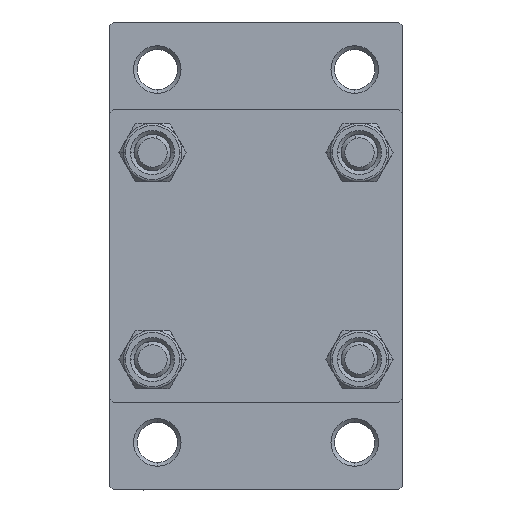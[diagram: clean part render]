
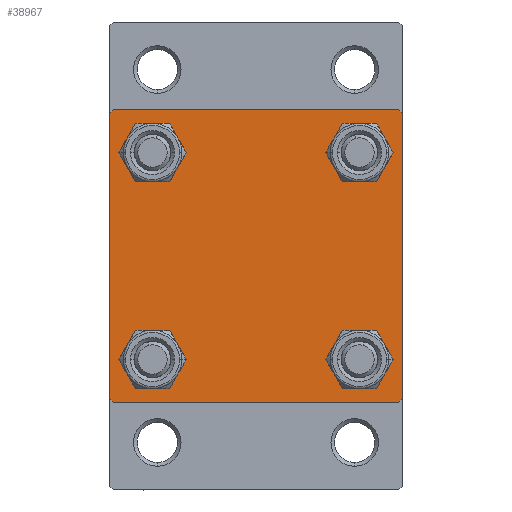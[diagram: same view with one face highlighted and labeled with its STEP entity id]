
A CAD part, left-side view. The second image highlights one B-rep face of the part: STEP entity #38967.
In plain terms, the highlighted planar face has unit normal (-1, 0, 0).
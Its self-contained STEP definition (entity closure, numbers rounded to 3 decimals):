
#515 = EDGE_CURVE ( 'NONE', #46668, #3732, #41032, .T. ) ;
#625 = DIRECTION ( 'NONE',  ( 0., -1., 0. ) ) ;
#1069 = VERTEX_POINT ( 'NONE', #24174 ) ;
#1374 = EDGE_CURVE ( 'NONE', #7422, #18553, #17390, .T. ) ;
#1927 = VERTEX_POINT ( 'NONE', #8453 ) ;
#2148 = VERTEX_POINT ( 'NONE', #15037 ) ;
#2304 = FACE_OUTER_BOUND ( 'NONE', #15792, .T. ) ;
#2580 = CIRCLE ( 'NONE', #13580, 3. ) ;
#2863 = DIRECTION ( 'NONE',  ( 0., 0., -1. ) ) ;
#3069 = LINE ( 'NONE', #18084, #26611 ) ;
#3512 = AXIS2_PLACEMENT_3D ( 'NONE', #8725, #46682, #38530 ) ;
#3732 = VERTEX_POINT ( 'NONE', #43426 ) ;
#3815 = VECTOR ( 'NONE', #34651, 1000. ) ;
#4164 = DIRECTION ( 'NONE',  ( 0., 0., -1. ) ) ;
#5282 = DIRECTION ( 'NONE',  ( 0., 0., 1. ) ) ;
#5349 = DIRECTION ( 'NONE',  ( 0., 0., 1. ) ) ;
#6020 = ORIENTED_EDGE ( 'NONE', *, *, #45070, .T. ) ;
#6224 = CIRCLE ( 'NONE', #21143, 3. ) ;
#6316 = VECTOR ( 'NONE', #4164, 1000. ) ;
#6778 = CARTESIAN_POINT ( 'NONE',  ( 0., -14.15, 11.15 ) ) ;
#7422 = VERTEX_POINT ( 'NONE', #44351 ) ;
#8063 = VECTOR ( 'NONE', #2863, 1000. ) ;
#8453 = CARTESIAN_POINT ( 'NONE',  ( 0., -14.15, -11.15 ) ) ;
#8588 = CIRCLE ( 'NONE', #18792, 3. ) ;
#8725 = CARTESIAN_POINT ( 'NONE',  ( 0., -14.15, 14.15 ) ) ;
#8902 = LINE ( 'NONE', #16759, #29755 ) ;
#9322 = AXIS2_PLACEMENT_3D ( 'NONE', #42246, #20044, #5282 ) ;
#9811 = CIRCLE ( 'NONE', #3512, 3. ) ;
#10014 = CARTESIAN_POINT ( 'NONE',  ( 0., -20., 20. ) ) ;
#10105 = DIRECTION ( 'NONE',  ( 0., 0.707, -0.707 ) ) ;
#10185 = DIRECTION ( 'NONE',  ( 0., 0., 1. ) ) ;
#10206 = EDGE_CURVE ( 'NONE', #15372, #18748, #9811, .T. ) ;
#10914 = CARTESIAN_POINT ( 'NONE',  ( 0., -14.15, 17.15 ) ) ;
#11463 = CARTESIAN_POINT ( 'NONE',  ( 0., 20., -20. ) ) ;
#11507 = ORIENTED_EDGE ( 'NONE', *, *, #1374, .F. ) ;
#11647 = EDGE_CURVE ( 'NONE', #38741, #20919, #47658, .T. ) ;
#11913 = CARTESIAN_POINT ( 'NONE',  ( 0., 14.15, -11.15 ) ) ;
#12124 = LINE ( 'NONE', #27154, #27738 ) ;
#12166 = VERTEX_POINT ( 'NONE', #11913 ) ;
#13580 = AXIS2_PLACEMENT_3D ( 'NONE', #38856, #20109, #43048 ) ;
#14380 = CARTESIAN_POINT ( 'NONE',  ( 0., -14.15, -17.15 ) ) ;
#14596 = CARTESIAN_POINT ( 'NONE',  ( 0., 0., 0. ) ) ;
#15037 = CARTESIAN_POINT ( 'NONE',  ( 0., 19.5, 20. ) ) ;
#15372 = VERTEX_POINT ( 'NONE', #6778 ) ;
#15637 = CARTESIAN_POINT ( 'NONE',  ( 0., 14.15, -17.15 ) ) ;
#15721 = ORIENTED_EDGE ( 'NONE', *, *, #10206, .T. ) ;
#15792 = EDGE_LOOP ( 'NONE', ( #43252, #16469, #18940, #31928, #11507, #21295, #16224, #27521 ) ) ;
#16224 = ORIENTED_EDGE ( 'NONE', *, *, #46932, .F. ) ;
#16306 = CARTESIAN_POINT ( 'NONE',  ( 0., 14.15, -14.15 ) ) ;
#16469 = ORIENTED_EDGE ( 'NONE', *, *, #30336, .T. ) ;
#16759 = CARTESIAN_POINT ( 'NONE',  ( 0., 19.75, 19.75 ) ) ;
#17132 = EDGE_CURVE ( 'NONE', #2148, #46802, #8902, .T. ) ;
#17390 = LINE ( 'NONE', #10014, #8063 ) ;
#17563 = FACE_BOUND ( 'NONE', #45186, .T. ) ;
#17628 = LINE ( 'NONE', #36605, #22888 ) ;
#17805 = FACE_BOUND ( 'NONE', #23163, .T. ) ;
#18084 = CARTESIAN_POINT ( 'NONE',  ( 0., -19.75, 19.75 ) ) ;
#18366 = CARTESIAN_POINT ( 'NONE',  ( 0., 14.15, 14.15 ) ) ;
#18553 = VERTEX_POINT ( 'NONE', #30910 ) ;
#18653 = EDGE_CURVE ( 'NONE', #1927, #43516, #21888, .T. ) ;
#18748 = VERTEX_POINT ( 'NONE', #10914 ) ;
#18792 = AXIS2_PLACEMENT_3D ( 'NONE', #45241, #21570, #36865 ) ;
#18940 = ORIENTED_EDGE ( 'NONE', *, *, #515, .T. ) ;
#19293 = EDGE_CURVE ( 'NONE', #12166, #28251, #6224, .T. ) ;
#19559 = CARTESIAN_POINT ( 'NONE',  ( 0., 14.15, 11.15 ) ) ;
#19574 = EDGE_CURVE ( 'NONE', #43516, #1927, #8588, .T. ) ;
#19825 = VECTOR ( 'NONE', #625, 1000. ) ;
#20044 = DIRECTION ( 'NONE',  ( 1., 0., 0. ) ) ;
#20109 = DIRECTION ( 'NONE',  ( 1., 0., 0. ) ) ;
#20234 = DIRECTION ( 'NONE',  ( 0., 0., 1. ) ) ;
#20439 = DIRECTION ( 'NONE',  ( 0., 0., 1. ) ) ;
#20919 = VERTEX_POINT ( 'NONE', #24921 ) ;
#21143 = AXIS2_PLACEMENT_3D ( 'NONE', #16306, #46405, #20234 ) ;
#21295 = ORIENTED_EDGE ( 'NONE', *, *, #33279, .T. ) ;
#21570 = DIRECTION ( 'NONE',  ( 1., 0., 0. ) ) ;
#21774 = DIRECTION ( 'NONE',  ( 0., 0.707, 0.707 ) ) ;
#21888 = CIRCLE ( 'NONE', #9322, 3. ) ;
#22881 = LINE ( 'NONE', #37931, #6316 ) ;
#22888 = VECTOR ( 'NONE', #35877, 1000. ) ;
#23163 = EDGE_LOOP ( 'NONE', ( #28329, #15721 ) ) ;
#24174 = CARTESIAN_POINT ( 'NONE',  ( 0., 20., -19.5 ) ) ;
#24706 = DIRECTION ( 'NONE',  ( -1., 0., 0. ) ) ;
#24921 = CARTESIAN_POINT ( 'NONE',  ( 0., 14.15, 17.15 ) ) ;
#25356 = VERTEX_POINT ( 'NONE', #27378 ) ;
#25685 = FACE_BOUND ( 'NONE', #27665, .T. ) ;
#26181 = CARTESIAN_POINT ( 'NONE',  ( 0., 20., 19.5 ) ) ;
#26367 = AXIS2_PLACEMENT_3D ( 'NONE', #38453, #46362, #20439 ) ;
#26574 = ORIENTED_EDGE ( 'NONE', *, *, #19574, .T. ) ;
#26611 = VECTOR ( 'NONE', #21774, 1000. ) ;
#26966 = CARTESIAN_POINT ( 'NONE',  ( 0., 19.5, -20. ) ) ;
#27154 = CARTESIAN_POINT ( 'NONE',  ( 0., 20., 20. ) ) ;
#27378 = CARTESIAN_POINT ( 'NONE',  ( 0., -19.5, 20. ) ) ;
#27498 = CARTESIAN_POINT ( 'NONE',  ( 0., 19.75, -19.75 ) ) ;
#27521 = ORIENTED_EDGE ( 'NONE', *, *, #17132, .T. ) ;
#27665 = EDGE_LOOP ( 'NONE', ( #32942, #38470 ) ) ;
#27738 = VECTOR ( 'NONE', #42188, 1000. ) ;
#28251 = VERTEX_POINT ( 'NONE', #15637 ) ;
#28329 = ORIENTED_EDGE ( 'NONE', *, *, #44076, .T. ) ;
#29156 = AXIS2_PLACEMENT_3D ( 'NONE', #14596, #24706, #10185 ) ;
#29755 = VECTOR ( 'NONE', #10105, 1000. ) ;
#30336 = EDGE_CURVE ( 'NONE', #1069, #46668, #38582, .T. ) ;
#30448 = ORIENTED_EDGE ( 'NONE', *, *, #18653, .T. ) ;
#30910 = CARTESIAN_POINT ( 'NONE',  ( 0., -20., -19.5 ) ) ;
#31928 = ORIENTED_EDGE ( 'NONE', *, *, #41219, .T. ) ;
#32827 = EDGE_LOOP ( 'NONE', ( #6020, #44281 ) ) ;
#32942 = ORIENTED_EDGE ( 'NONE', *, *, #19293, .T. ) ;
#33279 = EDGE_CURVE ( 'NONE', #7422, #25356, #3069, .T. ) ;
#34651 = DIRECTION ( 'NONE',  ( 0., -0.707, -0.707 ) ) ;
#35877 = DIRECTION ( 'NONE',  ( 0., -0.707, 0.707 ) ) ;
#36373 = CARTESIAN_POINT ( 'NONE',  ( 0., 14.15, -14.15 ) ) ;
#36605 = CARTESIAN_POINT ( 'NONE',  ( 0., -19.75, -19.75 ) ) ;
#36864 = DIRECTION ( 'NONE',  ( 0., 0., 1. ) ) ;
#36865 = DIRECTION ( 'NONE',  ( 0., 0., 1. ) ) ;
#37100 = DIRECTION ( 'NONE',  ( 1., 0., 0. ) ) ;
#37663 = EDGE_CURVE ( 'NONE', #46802, #1069, #22881, .T. ) ;
#37931 = CARTESIAN_POINT ( 'NONE',  ( 0., 20., 20. ) ) ;
#37999 = AXIS2_PLACEMENT_3D ( 'NONE', #36373, #39578, #5349 ) ;
#38453 = CARTESIAN_POINT ( 'NONE',  ( 0., 14.15, 14.15 ) ) ;
#38470 = ORIENTED_EDGE ( 'NONE', *, *, #48546, .T. ) ;
#38530 = DIRECTION ( 'NONE',  ( 0., 0., 1. ) ) ;
#38582 = LINE ( 'NONE', #27498, #3815 ) ;
#38741 = VERTEX_POINT ( 'NONE', #19559 ) ;
#38856 = CARTESIAN_POINT ( 'NONE',  ( 0., -14.15, 14.15 ) ) ;
#38967 = ADVANCED_FACE ( 'NONE', ( #17805, #17563, #25685, #44184, #2304 ), #47912, .T. ) ;
#39571 = CIRCLE ( 'NONE', #37999, 3. ) ;
#39578 = DIRECTION ( 'NONE',  ( 1., 0., 0. ) ) ;
#41032 = LINE ( 'NONE', #11463, #19825 ) ;
#41219 = EDGE_CURVE ( 'NONE', #3732, #18553, #17628, .T. ) ;
#41940 = CIRCLE ( 'NONE', #44342, 3. ) ;
#42188 = DIRECTION ( 'NONE',  ( 0., -1., 0. ) ) ;
#42246 = CARTESIAN_POINT ( 'NONE',  ( 0., -14.15, -14.15 ) ) ;
#43048 = DIRECTION ( 'NONE',  ( 0., 0., 1. ) ) ;
#43252 = ORIENTED_EDGE ( 'NONE', *, *, #37663, .T. ) ;
#43426 = CARTESIAN_POINT ( 'NONE',  ( 0., -19.5, -20. ) ) ;
#43516 = VERTEX_POINT ( 'NONE', #14380 ) ;
#44076 = EDGE_CURVE ( 'NONE', #18748, #15372, #2580, .T. ) ;
#44184 = FACE_BOUND ( 'NONE', #32827, .T. ) ;
#44281 = ORIENTED_EDGE ( 'NONE', *, *, #11647, .T. ) ;
#44342 = AXIS2_PLACEMENT_3D ( 'NONE', #18366, #37100, #36864 ) ;
#44351 = CARTESIAN_POINT ( 'NONE',  ( 0., -20., 19.5 ) ) ;
#45070 = EDGE_CURVE ( 'NONE', #20919, #38741, #41940, .T. ) ;
#45186 = EDGE_LOOP ( 'NONE', ( #30448, #26574 ) ) ;
#45241 = CARTESIAN_POINT ( 'NONE',  ( 0., -14.15, -14.15 ) ) ;
#46362 = DIRECTION ( 'NONE',  ( 1., 0., 0. ) ) ;
#46405 = DIRECTION ( 'NONE',  ( 1., 0., 0. ) ) ;
#46668 = VERTEX_POINT ( 'NONE', #26966 ) ;
#46682 = DIRECTION ( 'NONE',  ( 1., 0., 0. ) ) ;
#46802 = VERTEX_POINT ( 'NONE', #26181 ) ;
#46932 = EDGE_CURVE ( 'NONE', #2148, #25356, #12124, .T. ) ;
#47658 = CIRCLE ( 'NONE', #26367, 3. ) ;
#47912 = PLANE ( 'NONE',  #29156 ) ;
#48546 = EDGE_CURVE ( 'NONE', #28251, #12166, #39571, .T. ) ;
